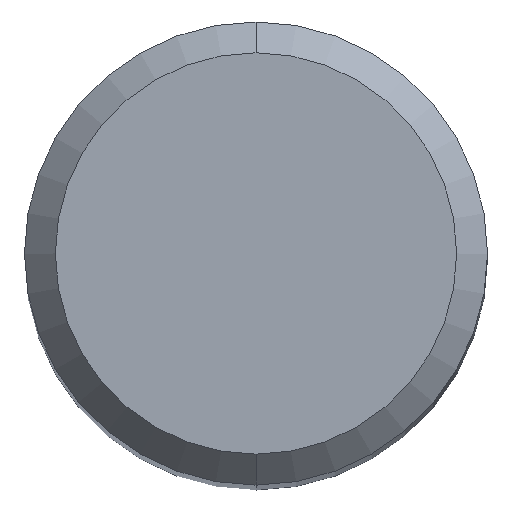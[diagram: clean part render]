
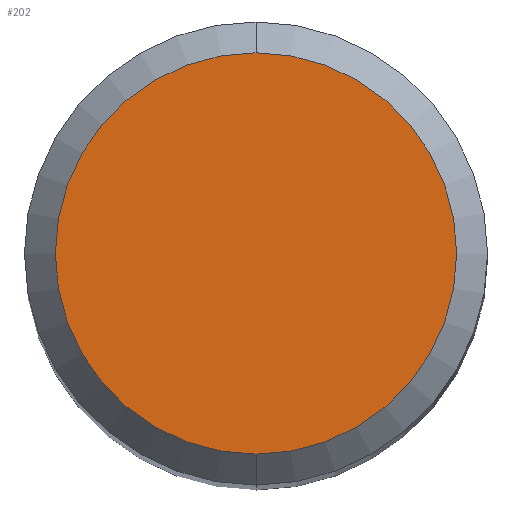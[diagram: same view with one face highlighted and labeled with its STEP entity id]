
A CAD part, top view. The second image highlights one B-rep face of the part: STEP entity #202.
In plain terms, the highlighted planar face has unit normal (0, 0, 1).
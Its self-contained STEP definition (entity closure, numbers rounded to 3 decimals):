
#182=EDGE_CURVE('',#212,#220,#357,.T.);
#202=ADVANCED_FACE('',(#379),#380,.T.);
#212=VERTEX_POINT('',#393);
#220=VERTEX_POINT('',#401);
#242=EDGE_CURVE('',#220,#212,#425,.T.);
#357=CIRCLE('',#558,2.6);
#379=FACE_OUTER_BOUND('',#585,.T.);
#380=PLANE('',#586);
#393=CARTESIAN_POINT('',(0.,-2.6,0.));
#401=CARTESIAN_POINT('',(0.0,2.6,0.));
#425=CIRCLE('',#640,2.6);
#558=AXIS2_PLACEMENT_3D('',#775,#776,#777);
#585=EDGE_LOOP('',(#800,#801));
#586=AXIS2_PLACEMENT_3D('',#802,#803,#804);
#640=AXIS2_PLACEMENT_3D('',#859,#860,#861);
#775=CARTESIAN_POINT('',(0.0,0.0,0.));
#776=DIRECTION('',(0.0,0.0,-1.0));
#777=DIRECTION('',(0.0,1.0,0.0));
#800=ORIENTED_EDGE('',*,*,#242,.F.);
#801=ORIENTED_EDGE('',*,*,#182,.F.);
#802=CARTESIAN_POINT('',(0.0,1.3,0.));
#803=DIRECTION('',(-0.0,0.0,1.0));
#804=DIRECTION('',(0.0,-1.0,0.0));
#859=CARTESIAN_POINT('',(0.0,0.0,0.));
#860=DIRECTION('',(0.0,0.0,-1.0));
#861=DIRECTION('',(0.0,1.0,0.0));
